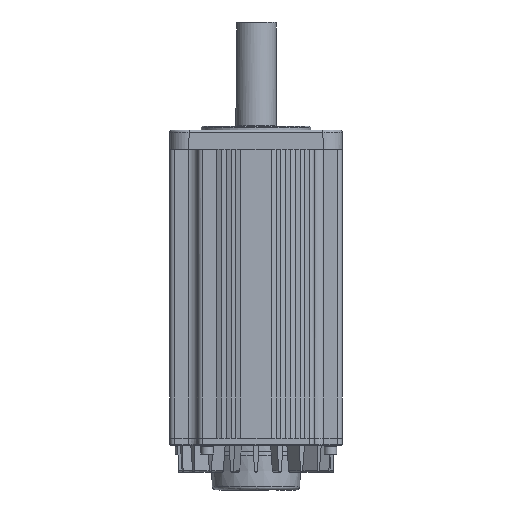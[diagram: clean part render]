
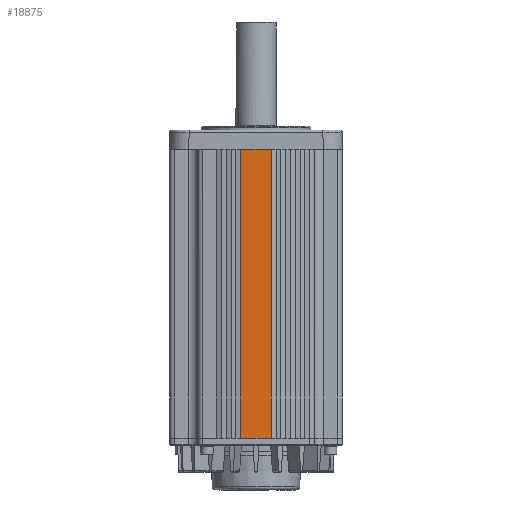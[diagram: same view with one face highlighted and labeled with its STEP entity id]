
A CAD part, front view. The second image highlights one B-rep face of the part: STEP entity #18875.
In plain terms, the highlighted planar face has unit normal (0, -1, 0).
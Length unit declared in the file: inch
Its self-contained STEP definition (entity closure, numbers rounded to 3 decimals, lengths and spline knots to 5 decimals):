
#989 = AXIS2_PLACEMENT_3D ( 'NONE', #12577, #15494, #2119 ) ;
#1196 = ORIENTED_EDGE ( 'NONE', *, *, #13785, .F. ) ;
#1643 = DIRECTION ( 'NONE',  ( 0., 0., 1. ) ) ;
#2119 = DIRECTION ( 'NONE',  ( 0., 0., 1. ) ) ;
#2687 = LINE ( 'NONE', #6967, #26160 ) ;
#3246 = DIRECTION ( 'NONE',  ( -1., 0., 0. ) ) ;
#4005 = CARTESIAN_POINT ( 'NONE',  ( 0.62992, -3.54331, -7.26378 ) ) ;
#4954 = DIRECTION ( 'NONE',  ( 0., 0., -1. ) ) ;
#6967 = CARTESIAN_POINT ( 'NONE',  ( -0.62992, -3.54331, -1.32677 ) ) ;
#8304 = B_SPLINE_CURVE_WITH_KNOTS ( 'NONE', 3,
 ( #33374, #14094, #23705, #4005 ),
 .UNSPECIFIED., .F., .F.,
 ( 4, 4 ),
 ( 0., 1. ),
 .UNSPECIFIED. ) ;
#10555 = CARTESIAN_POINT ( 'NONE',  ( 0.62992, -3.54331, -1.32677 ) ) ;
#11819 = CARTESIAN_POINT ( 'NONE',  ( -0.62992, -3.54331, 4.61024 ) ) ;
#12112 = VECTOR ( 'NONE', #3246, 39.37008 ) ;
#12577 = CARTESIAN_POINT ( 'NONE',  ( 0., -3.54331, -1.32677 ) ) ;
#13785 = EDGE_CURVE ( 'NONE', #17312, #35548, #31305, .T. ) ;
#14094 = CARTESIAN_POINT ( 'NONE',  ( -0.20997, -3.54331, -7.26378 ) ) ;
#14730 = VERTEX_POINT ( 'NONE', #26376 ) ;
#15053 = EDGE_CURVE ( 'NONE', #17312, #24493, #22957, .T. ) ;
#15494 = DIRECTION ( 'NONE',  ( 0., 1., 0. ) ) ;
#16659 = EDGE_CURVE ( 'NONE', #14730, #35548, #8304, .T. ) ;
#17312 = VERTEX_POINT ( 'NONE', #35500 ) ;
#18875 = ADVANCED_FACE ( 'NONE', ( #27226 ), #29271, .F. ) ;
#21567 = ORIENTED_EDGE ( 'NONE', *, *, #16659, .T. ) ;
#21698 = VECTOR ( 'NONE', #4954, 39.37008 ) ;
#22075 = ORIENTED_EDGE ( 'NONE', *, *, #15053, .T. ) ;
#22957 = LINE ( 'NONE', #31363, #12112 ) ;
#23705 = CARTESIAN_POINT ( 'NONE',  ( 0.20997, -3.54331, -7.26378 ) ) ;
#24493 = VERTEX_POINT ( 'NONE', #11819 ) ;
#26160 = VECTOR ( 'NONE', #1643, 39.37008 ) ;
#26376 = CARTESIAN_POINT ( 'NONE',  ( -0.62992, -3.54331, -7.26378 ) ) ;
#27226 = FACE_OUTER_BOUND ( 'NONE', #35775, .T. ) ;
#29271 = PLANE ( 'NONE',  #989 ) ;
#31305 = LINE ( 'NONE', #10555, #21698 ) ;
#31363 = CARTESIAN_POINT ( 'NONE',  ( 0., -3.54331, 4.61024 ) ) ;
#33271 = ORIENTED_EDGE ( 'NONE', *, *, #34910, .F. ) ;
#33374 = CARTESIAN_POINT ( 'NONE',  ( -0.62992, -3.54331, -7.26378 ) ) ;
#34910 = EDGE_CURVE ( 'NONE', #14730, #24493, #2687, .T. ) ;
#35191 = CARTESIAN_POINT ( 'NONE',  ( 0.62992, -3.54331, -7.26378 ) ) ;
#35500 = CARTESIAN_POINT ( 'NONE',  ( 0.62992, -3.54331, 4.61024 ) ) ;
#35548 = VERTEX_POINT ( 'NONE', #35191 ) ;
#35775 = EDGE_LOOP ( 'NONE', ( #22075, #33271, #21567, #1196 ) ) ;
